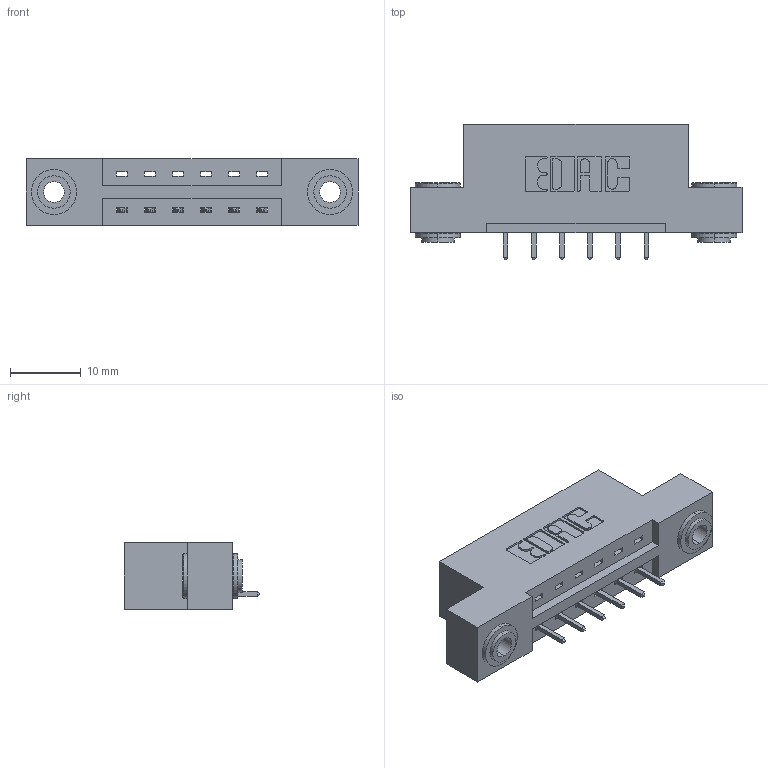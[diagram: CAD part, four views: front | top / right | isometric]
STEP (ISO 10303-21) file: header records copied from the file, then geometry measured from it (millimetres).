
FILE_DESCRIPTION (( 'STEP AP203' ), '1' );
FILE_NAME ('337-006-521-103.STEP', '2019-09-27T16:46:56', ( '' ), ( '' ), 'SwSTEP 2.0', 'SolidWorks 2016', '' );
FILE_SCHEMA (( 'CONFIG_CONTROL_DESIGN' ));
Length unit declared in the file: inch
Products named in the file (4): 345-292-001_345-293-121; 337 Part_Flush Mounting Lugs - 0.156 Dia-TH; 345-250-002_345-250-002-102; 337-006-521-103
Assembly tree (9 placements, depth 2):
  337-006-521-103
    337 Part_Flush Mounting Lugs - 0.156 Dia-TH
    345-292-001_345-293-121  x6
    345-250-002_345-250-002-102  x2
Bounding box: 46.79 x 19.06 x 9.4 mm (x, y, z)
Volume: 4414.5 mm3; surface area: 4522.3 mm2
Topology: 9 solids, 9 shells, 524 faces, 1515 edges, 998 vertices
Faces by surface type: plane 356, cylinder 160, cone 8
Entity records: 9784 total; most frequent: CARTESIAN_POINT 1679, ORIENTED_EDGE 1614, DIRECTION 1521, EDGE_CURVE 807, VECTOR 655, LINE 655, VERTEX_POINT 534, AXIS2_PLACEMENT_3D 433
